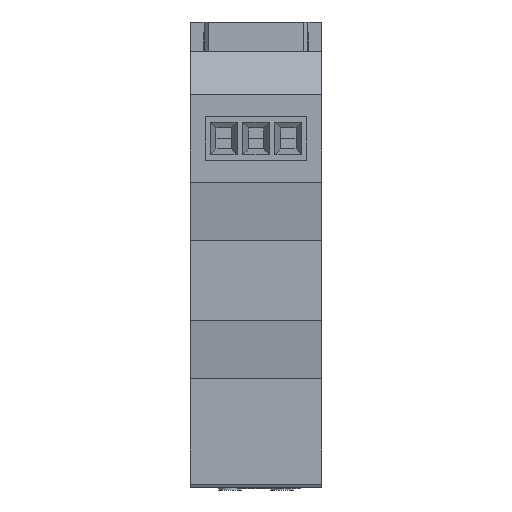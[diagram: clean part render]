
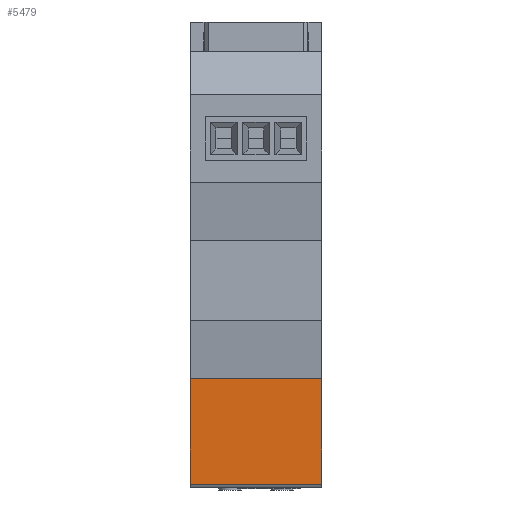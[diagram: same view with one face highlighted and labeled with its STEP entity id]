
A CAD part, front view. The second image highlights one B-rep face of the part: STEP entity #5479.
In plain terms, the highlighted planar face has unit normal (0, -1, 0).
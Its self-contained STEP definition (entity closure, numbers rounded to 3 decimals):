
#268 = EDGE_CURVE ( 'NONE', #17946, #18159, #19005, .T. ) ;
#560 = ORIENTED_EDGE ( 'NONE', *, *, #7777, .F. ) ;
#1176 = DIRECTION ( 'NONE',  ( 0., 0., -1. ) ) ;
#1301 = CARTESIAN_POINT ( 'NONE',  ( 9., -22.5, -45. ) ) ;
#1617 = CARTESIAN_POINT ( 'NONE',  ( -9., -22.5, -59.5 ) ) ;
#2721 = EDGE_LOOP ( 'NONE', ( #21596, #14405, #560, #13790 ) ) ;
#3231 = CARTESIAN_POINT ( 'NONE',  ( 9., -22.5, -45. ) ) ;
#5479 = ADVANCED_FACE ( 'NONE', ( #13103 ), #9194, .F. ) ;
#5901 = DIRECTION ( 'NONE',  ( 0., 0., -1. ) ) ;
#5949 = CARTESIAN_POINT ( 'NONE',  ( -9., -22.5, -45. ) ) ;
#7382 = EDGE_CURVE ( 'NONE', #18159, #16926, #8289, .T. ) ;
#7777 = EDGE_CURVE ( 'NONE', #17946, #12703, #12329, .T. ) ;
#8289 = LINE ( 'NONE', #5949, #8620 ) ;
#8620 = VECTOR ( 'NONE', #5901, 1000. ) ;
#8922 = CARTESIAN_POINT ( 'NONE',  ( -9., -22.5, -45. ) ) ;
#9090 = DIRECTION ( 'NONE',  ( 0., 0., 1. ) ) ;
#9119 = DIRECTION ( 'NONE',  ( 0., 1., 0. ) ) ;
#9139 = CARTESIAN_POINT ( 'NONE',  ( 9., -22.5, -45. ) ) ;
#9194 = PLANE ( 'NONE',  #17172 ) ;
#9832 = DIRECTION ( 'NONE',  ( 1., 0., 0. ) ) ;
#11289 = VECTOR ( 'NONE', #15788, 1000. ) ;
#11291 = CARTESIAN_POINT ( 'NONE',  ( 9., -22.5, -59.5 ) ) ;
#12329 = LINE ( 'NONE', #1301, #12876 ) ;
#12703 = VERTEX_POINT ( 'NONE', #15878 ) ;
#12876 = VECTOR ( 'NONE', #1176, 1000. ) ;
#13103 = FACE_OUTER_BOUND ( 'NONE', #2721, .T. ) ;
#13444 = EDGE_CURVE ( 'NONE', #16926, #12703, #21008, .T. ) ;
#13790 = ORIENTED_EDGE ( 'NONE', *, *, #268, .T. ) ;
#14405 = ORIENTED_EDGE ( 'NONE', *, *, #13444, .T. ) ;
#15717 = CARTESIAN_POINT ( 'NONE',  ( 9., -22.5, -45. ) ) ;
#15788 = DIRECTION ( 'NONE',  ( -1., 0., 0. ) ) ;
#15878 = CARTESIAN_POINT ( 'NONE',  ( 9., -22.5, -59.5 ) ) ;
#16227 = VECTOR ( 'NONE', #9832, 1000. ) ;
#16926 = VERTEX_POINT ( 'NONE', #1617 ) ;
#17172 = AXIS2_PLACEMENT_3D ( 'NONE', #9139, #9119, #9090 ) ;
#17946 = VERTEX_POINT ( 'NONE', #3231 ) ;
#18159 = VERTEX_POINT ( 'NONE', #8922 ) ;
#19005 = LINE ( 'NONE', #15717, #11289 ) ;
#21008 = LINE ( 'NONE', #11291, #16227 ) ;
#21596 = ORIENTED_EDGE ( 'NONE', *, *, #7382, .T. ) ;
